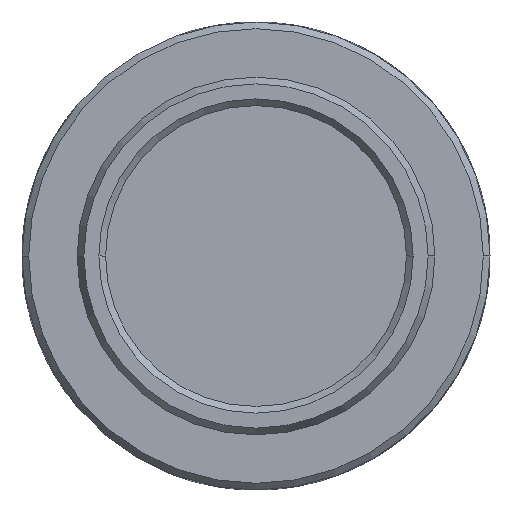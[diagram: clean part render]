
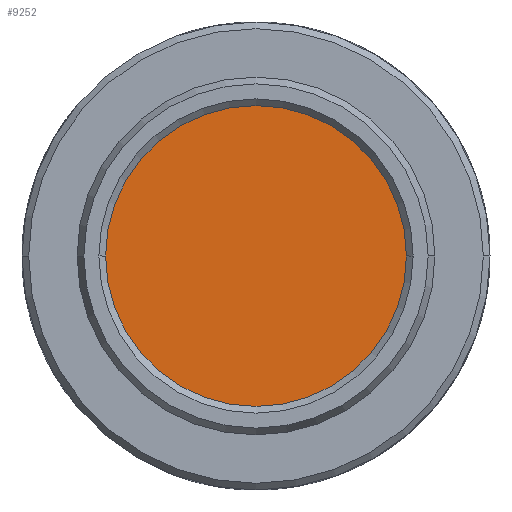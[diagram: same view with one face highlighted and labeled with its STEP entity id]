
A CAD part, left-side view. The second image highlights one B-rep face of the part: STEP entity #9252.
In plain terms, the highlighted planar face has unit normal (-1, 0, 0).
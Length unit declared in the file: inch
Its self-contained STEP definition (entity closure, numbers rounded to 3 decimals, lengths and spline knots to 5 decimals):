
#516 = ORIENTED_EDGE ( 'NONE', *, *, #10034, .F. ) ;
#1991 = CARTESIAN_POINT ( 'NONE',  ( -0.145, 0., 0. ) ) ;
#3197 = DIRECTION ( 'NONE',  ( 0., 0., -1. ) ) ;
#3618 = CIRCLE ( 'NONE', #13347, 0.25 ) ;
#4567 = DIRECTION ( 'NONE',  ( 1., 0., 0. ) ) ;
#4647 = DIRECTION ( 'NONE',  ( 1., 0., 0. ) ) ;
#4958 = AXIS2_PLACEMENT_3D ( 'NONE', #11784, #4567, #12997 ) ;
#5963 = VERTEX_POINT ( 'NONE', #11525 ) ;
#6735 = VERTEX_POINT ( 'NONE', #7158 ) ;
#7065 = AXIS2_PLACEMENT_3D ( 'NONE', #11867, #4647, #13072 ) ;
#7158 = CARTESIAN_POINT ( 'NONE',  ( -0.145, 0., 0.25 ) ) ;
#8629 = FACE_OUTER_BOUND ( 'NONE', #10223, .T. ) ;
#9252 = ADVANCED_FACE ( 'NONE', ( #8629 ), #9256, .F. ) ;
#9256 = PLANE ( 'NONE',  #4958 ) ;
#10034 = EDGE_CURVE ( 'NONE', #5963, #6735, #13723, .T. ) ;
#10223 = EDGE_LOOP ( 'NONE', ( #516, #14083 ) ) ;
#10399 = DIRECTION ( 'NONE',  ( 1., 0., 0. ) ) ;
#11525 = CARTESIAN_POINT ( 'NONE',  ( -0.145, 0., -0.25 ) ) ;
#11784 = CARTESIAN_POINT ( 'NONE',  ( -0.145, 0., 0. ) ) ;
#11867 = CARTESIAN_POINT ( 'NONE',  ( -0.145, 0., 0. ) ) ;
#12997 = DIRECTION ( 'NONE',  ( 0., 0., -1. ) ) ;
#13072 = DIRECTION ( 'NONE',  ( 0., 0., -1. ) ) ;
#13347 = AXIS2_PLACEMENT_3D ( 'NONE', #1991, #10399, #3197 ) ;
#13723 = CIRCLE ( 'NONE', #7065, 0.25 ) ;
#13728 = EDGE_CURVE ( 'NONE', #6735, #5963, #3618, .T. ) ;
#14083 = ORIENTED_EDGE ( 'NONE', *, *, #13728, .F. ) ;
